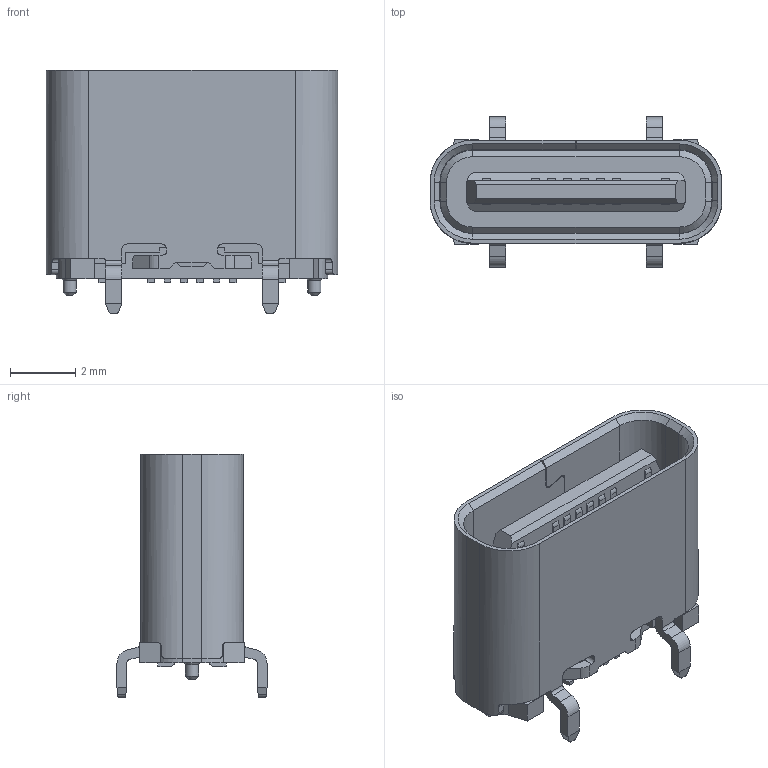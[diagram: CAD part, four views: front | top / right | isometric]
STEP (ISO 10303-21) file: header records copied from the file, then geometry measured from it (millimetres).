
FILE_DESCRIPTION(/* description */ ('Unknown'),/* implementation_level */ '2;1');
FILE_NAME(/* name */ 'UJ20-C-V-C-1-SMT-TR',/* time_stamp */ '2024-08-19T12:04:17+02:00',/* author */ ('Unknown'),/* organization */ ('Unknown'),/* preprocessor_version */ 'ST-DEVELOPER v18.102',/* originating_system */ 'Solid Edge',/* authorisation */ 'Unknown');
FILE_SCHEMA (('AUTOMOTIVE_DESIGN {1 0 10303 214 3 1 1}'));
Length unit declared in the file: millimetre
Products named in the file (1): UJ20-C-V-C-1-SMT-TR
Bounding box: 8.94 x 4.6 x 7.45 mm (x, y, z)
Volume: 89.3 mm3; surface area: 423.8 mm2
Topology: 2 solids, 2 shells, 564 faces, 1584 edges, 1043 vertices
Faces by surface type: plane 408, cylinder 144, cone 12
Full cylindrical faces by diameter (mm): 0.4 x2
Entity records: 20359 total; most frequent: CARTESIAN_POINT 3288, ORIENTED_EDGE 3154, DIRECTION 2979, EDGE_CURVE 1577, LINE 1241, VECTOR 1241, VERTEX_POINT 1042, AXIS2_PLACEMENT_3D 869
